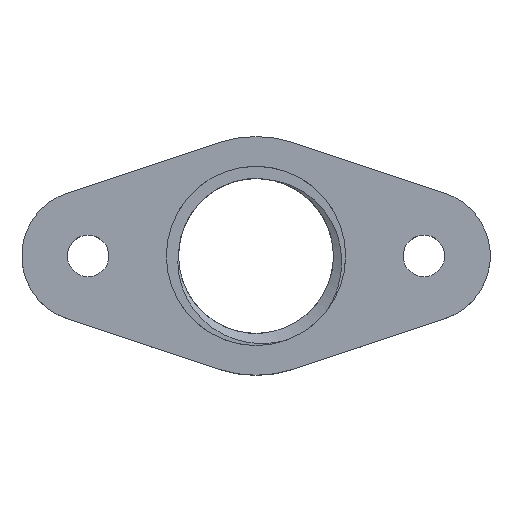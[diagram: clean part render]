
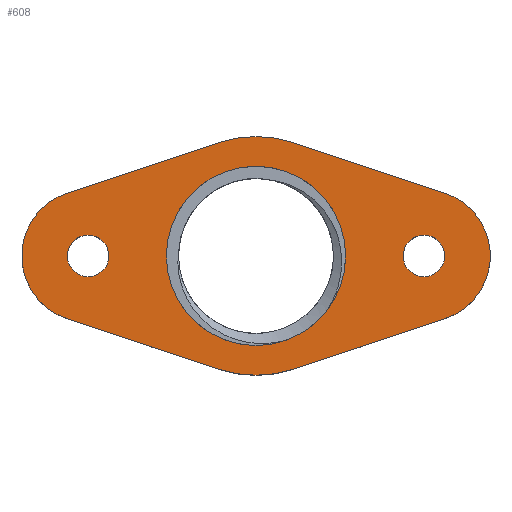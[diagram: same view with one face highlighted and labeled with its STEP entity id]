
A CAD part, top view. The second image highlights one B-rep face of the part: STEP entity #608.
In plain terms, the highlighted planar face has unit normal (0, 0, 1).
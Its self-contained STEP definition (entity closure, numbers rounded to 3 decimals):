
#20=FACE_BOUND('',#93,.T.);
#21=FACE_BOUND('',#94,.T.);
#22=FACE_BOUND('',#95,.T.);
#32=PLANE('',#675);
#57=FACE_OUTER_BOUND('',#92,.T.);
#92=EDGE_LOOP('',(#514,#515,#516,#517,#518,#519,#520,#521));
#93=EDGE_LOOP('',(#522));
#94=EDGE_LOOP('',(#523));
#95=EDGE_LOOP('',(#524));
#107=CIRCLE('',#638,10.146);
#124=CIRCLE('',#670,7.5);
#125=CIRCLE('',#672,7.5);
#126=CIRCLE('',#676,13.5);
#127=CIRCLE('',#677,13.5);
#128=CIRCLE('',#678,2.35);
#129=CIRCLE('',#679,2.35);
#165=LINE('',#1221,#207);
#184=LINE('',#1519,#226);
#189=LINE('',#1532,#231);
#190=LINE('',#2046,#232);
#207=VECTOR('',#736,10.);
#226=VECTOR('',#797,10.);
#231=VECTOR('',#812,10.);
#232=VECTOR('',#821,10.);
#250=VERTEX_POINT('',#1095);
#266=VERTEX_POINT('',#1218);
#267=VERTEX_POINT('',#1220);
#288=VERTEX_POINT('',#1516);
#289=VERTEX_POINT('',#1518);
#290=VERTEX_POINT('',#1524);
#291=VERTEX_POINT('',#1526);
#292=VERTEX_POINT('',#1530);
#293=VERTEX_POINT('',#2044);
#294=VERTEX_POINT('',#2047);
#295=VERTEX_POINT('',#2049);
#311=EDGE_CURVE('',#250,#250,#107,.T.);
#331=EDGE_CURVE('',#267,#266,#165,.T.);
#364=EDGE_CURVE('',#289,#288,#184,.T.);
#366=EDGE_CURVE('',#288,#267,#124,.T.);
#368=EDGE_CURVE('',#291,#290,#125,.T.);
#371=EDGE_CURVE('',#290,#292,#189,.T.);
#376=EDGE_CURVE('',#292,#289,#126,.T.);
#377=EDGE_CURVE('',#266,#293,#127,.T.);
#378=EDGE_CURVE('',#293,#291,#190,.T.);
#379=EDGE_CURVE('',#294,#294,#128,.T.);
#380=EDGE_CURVE('',#295,#295,#129,.T.);
#514=ORIENTED_EDGE('',*,*,#371,.T.);
#515=ORIENTED_EDGE('',*,*,#376,.T.);
#516=ORIENTED_EDGE('',*,*,#364,.T.);
#517=ORIENTED_EDGE('',*,*,#366,.T.);
#518=ORIENTED_EDGE('',*,*,#331,.T.);
#519=ORIENTED_EDGE('',*,*,#377,.T.);
#520=ORIENTED_EDGE('',*,*,#378,.T.);
#521=ORIENTED_EDGE('',*,*,#368,.T.);
#522=ORIENTED_EDGE('',*,*,#311,.T.);
#523=ORIENTED_EDGE('',*,*,#379,.T.);
#524=ORIENTED_EDGE('',*,*,#380,.T.);
#608=ADVANCED_FACE('',(#57,#20,#21,#22),#32,.T.);
#638=AXIS2_PLACEMENT_3D('',#1097,#708,#709);
#670=AXIS2_PLACEMENT_3D('',#1522,#801,#802);
#672=AXIS2_PLACEMENT_3D('',#1527,#806,#807);
#675=AXIS2_PLACEMENT_3D('',#2042,#815,#816);
#676=AXIS2_PLACEMENT_3D('',#2043,#817,#818);
#677=AXIS2_PLACEMENT_3D('',#2045,#819,#820);
#678=AXIS2_PLACEMENT_3D('',#2048,#822,#823);
#679=AXIS2_PLACEMENT_3D('',#2050,#824,#825);
#708=DIRECTION('center_axis',(0.,0.,-1.));
#709=DIRECTION('ref_axis',(1.,0.,0.));
#736=DIRECTION('',(0.949,-0.316,0.));
#797=DIRECTION('',(-0.949,-0.316,0.));
#801=DIRECTION('center_axis',(0.,0.,1.));
#802=DIRECTION('ref_axis',(1.,0.,0.));
#806=DIRECTION('center_axis',(0.,0.,1.));
#807=DIRECTION('ref_axis',(1.,0.,0.));
#812=DIRECTION('',(-0.949,0.316,0.));
#815=DIRECTION('center_axis',(0.,0.,1.));
#816=DIRECTION('ref_axis',(1.,0.,0.));
#817=DIRECTION('center_axis',(0.,0.,1.));
#818=DIRECTION('ref_axis',(1.,0.,0.));
#819=DIRECTION('center_axis',(0.,0.,1.));
#820=DIRECTION('ref_axis',(1.,0.,0.));
#821=DIRECTION('',(0.949,0.316,0.));
#822=DIRECTION('center_axis',(0.,0.,-1.));
#823=DIRECTION('ref_axis',(1.,0.,0.));
#824=DIRECTION('center_axis',(0.,0.,-1.));
#825=DIRECTION('ref_axis',(1.,0.,0.));
#1095=CARTESIAN_POINT('',(-10.146,0.,11.));
#1097=CARTESIAN_POINT('Origin',(0.,0.,11.));
#1218=CARTESIAN_POINT('',(-4.263,-12.809,11.));
#1220=CARTESIAN_POINT('',(-21.368,-7.116,11.));
#1221=CARTESIAN_POINT('',(-21.368,-7.116,11.));
#1516=CARTESIAN_POINT('',(-21.368,7.116,11.));
#1518=CARTESIAN_POINT('',(-4.263,12.809,11.));
#1519=CARTESIAN_POINT('',(-21.368,7.116,11.));
#1522=CARTESIAN_POINT('Origin',(-19.,0.,11.));
#1524=CARTESIAN_POINT('',(21.368,7.116,11.));
#1526=CARTESIAN_POINT('',(21.368,-7.116,11.));
#1527=CARTESIAN_POINT('Origin',(19.,0.,11.));
#1530=CARTESIAN_POINT('',(4.263,12.809,11.));
#1532=CARTESIAN_POINT('',(21.368,7.116,11.));
#2042=CARTESIAN_POINT('Origin',(0.,0.,11.));
#2043=CARTESIAN_POINT('Origin',(0.,0.,11.));
#2044=CARTESIAN_POINT('',(4.263,-12.809,11.));
#2045=CARTESIAN_POINT('Origin',(0.,0.,11.));
#2046=CARTESIAN_POINT('',(21.368,-7.116,11.));
#2047=CARTESIAN_POINT('',(16.65,0.,11.));
#2048=CARTESIAN_POINT('Origin',(19.,0.,11.));
#2049=CARTESIAN_POINT('',(-21.35,0.,11.));
#2050=CARTESIAN_POINT('Origin',(-19.,0.,11.));
